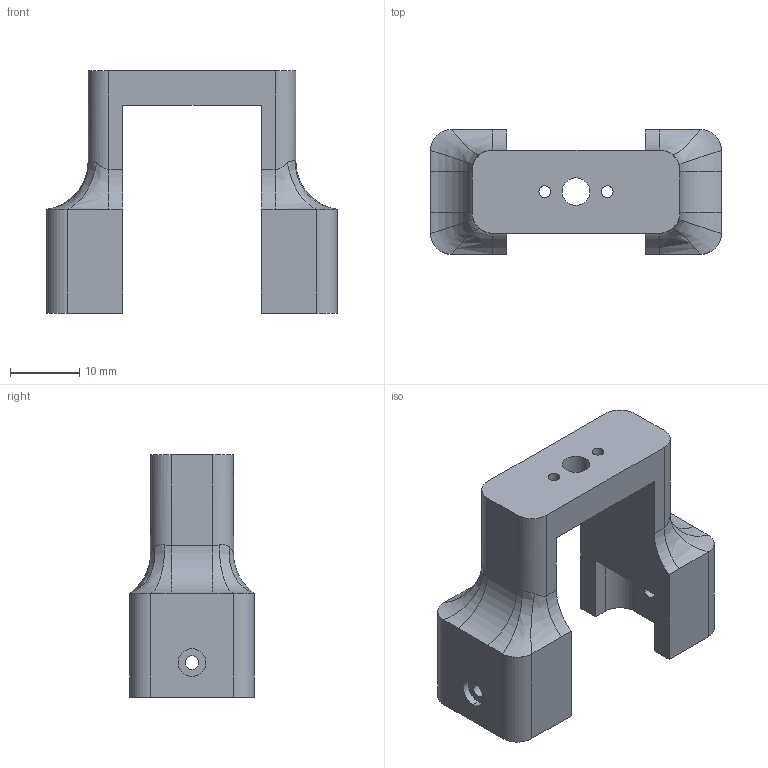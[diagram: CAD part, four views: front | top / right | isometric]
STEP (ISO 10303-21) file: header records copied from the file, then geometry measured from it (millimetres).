
FILE_DESCRIPTION (( 'STEP AP214' ), '1' );
FILE_NAME ('KiriBaseAttachment_1.STEP', '2024-08-22T15:51:55', ( '' ), ( '' ), 'SwSTEP 2.0', 'SolidWorks 2023', '' );
FILE_SCHEMA (( 'AUTOMOTIVE_DESIGN' ));
Length unit declared in the file: millimetre
Products named in the file (1): KiriBaseAttachment_1
Bounding box: 42 x 18 x 35 mm (x, y, z)
Volume: 8374.8 mm3; surface area: 4521.4 mm2
Topology: 1 solids, 1 shells, 76 faces, 194 edges, 124 vertices
Faces by surface type: cylinder 36, plane 28, bspline 12
Entity records: 2757 total; most frequent: CARTESIAN_POINT 875, DIRECTION 388, ORIENTED_EDGE 388, EDGE_CURVE 194, AXIS2_PLACEMENT_3D 141, VERTEX_POINT 124, LINE 106, VECTOR 106
